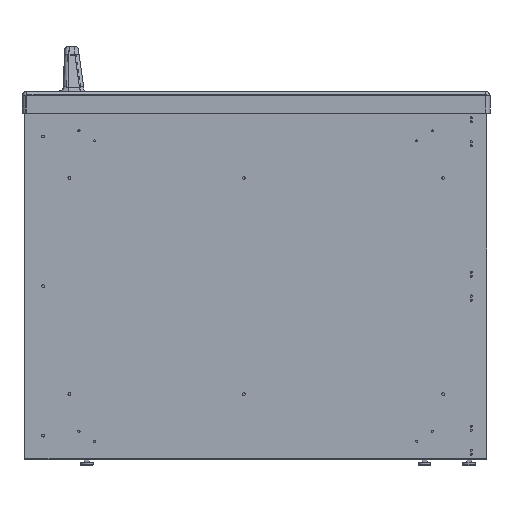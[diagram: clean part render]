
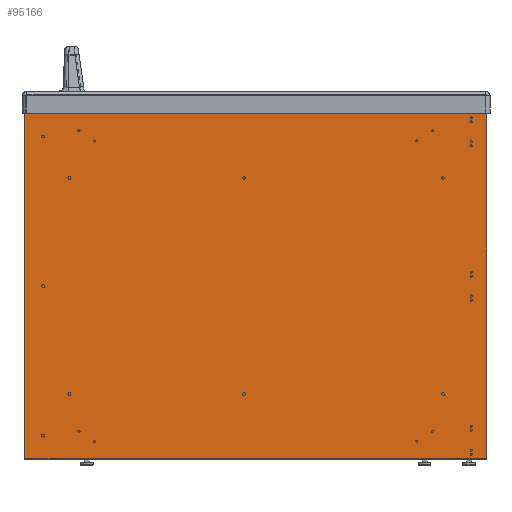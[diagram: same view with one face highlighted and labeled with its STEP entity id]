
A CAD part, front view. The second image highlights one B-rep face of the part: STEP entity #95166.
In plain terms, the highlighted face is planar.
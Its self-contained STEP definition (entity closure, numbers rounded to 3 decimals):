
#95127=CARTESIAN_POINT('',(-846.,371.0,555.0));
#95128=DIRECTION('',(1.0,0.0,0.0));
#95129=DIRECTION('',(0.0,0.0,-1.0));
#95130=AXIS2_PLACEMENT_3D('',#95127,#95128,#95129);
#95131=PLANE('',#95130);
#95132=CARTESIAN_POINT('',(-846.,370.2,554.2));
#95133=VERTEX_POINT('',#95132);
#95134=CARTESIAN_POINT('',(-846.,370.2,0.8));
#95135=VERTEX_POINT('',#95134);
#95136=CARTESIAN_POINT('',(-846.,370.2,554.2));
#95137=DIRECTION('',(0.0,0.0,-1.0));
#95138=VECTOR('',#95137,553.4);
#95139=LINE('',#95136,#95138);
#95140=EDGE_CURVE('',#95133,#95135,#95139,.T.);
#95141=ORIENTED_EDGE('',*,*,#95140,.T.);
#95142=CARTESIAN_POINT('',(-846.,-371.0,0.8));
#95143=VERTEX_POINT('',#95142);
#95144=CARTESIAN_POINT('',(-846.,370.2,0.8));
#95145=DIRECTION('',(0.0,-1.0,0.0));
#95146=VECTOR('',#95145,741.2);
#95147=LINE('',#95144,#95146);
#95148=EDGE_CURVE('',#95135,#95143,#95147,.T.);
#95149=ORIENTED_EDGE('',*,*,#95148,.T.);
#95150=CARTESIAN_POINT('',(-846.,-371.0,554.2));
#95151=VERTEX_POINT('',#95150);
#95152=CARTESIAN_POINT('',(-846.,-371.0,554.2));
#95153=DIRECTION('',(0.0,0.0,-1.0));
#95154=VECTOR('',#95153,553.4);
#95155=LINE('',#95152,#95154);
#95156=EDGE_CURVE('',#95151,#95143,#95155,.T.);
#95157=ORIENTED_EDGE('',*,*,#95156,.F.);
#95158=CARTESIAN_POINT('',(-846.,370.2,554.2));
#95159=DIRECTION('',(0.0,-1.0,0.0));
#95160=VECTOR('',#95159,741.2);
#95161=LINE('',#95158,#95160);
#95162=EDGE_CURVE('',#95151,#95133,#95161,.F.);
#95163=ORIENTED_EDGE('',*,*,#95162,.T.);
#95164=EDGE_LOOP('',(#95141,#95149,#95157,#95163));
#95165=FACE_OUTER_BOUND('',#95164,.T.);
#95166=ADVANCED_FACE('',(#95165),#95131,.F.);
